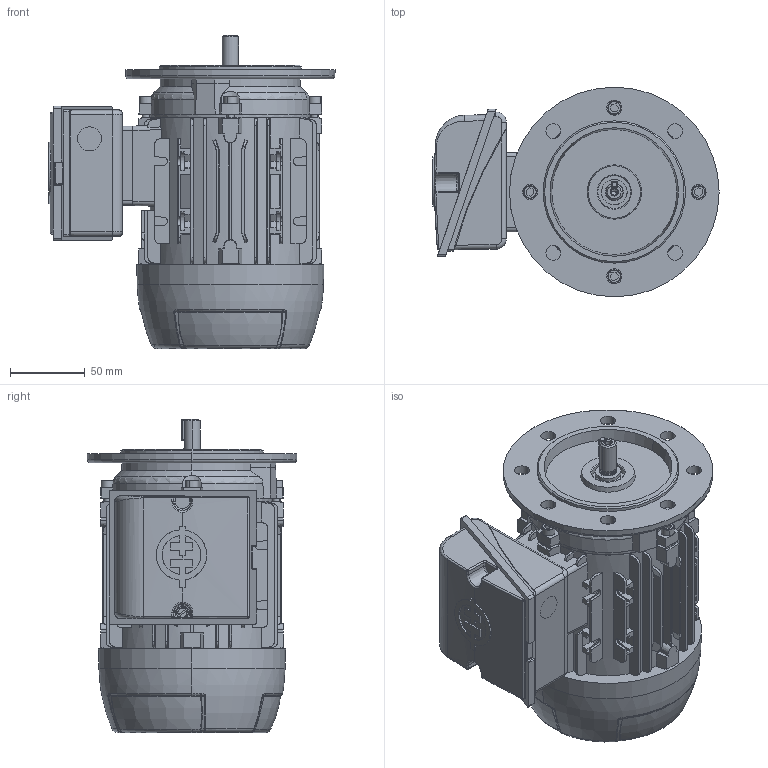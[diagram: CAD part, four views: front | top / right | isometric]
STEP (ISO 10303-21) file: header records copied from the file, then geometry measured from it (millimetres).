
FILE_DESCRIPTION (( 'STEP AP203' ), '1' );
FILE_NAME ('63 RIGHT.STEP', '2021-08-27T14:18:01', ( '' ), ( '' ), 'SwSTEP 2.0', 'SolidWorks 2018', '' );
FILE_SCHEMA (( 'CONFIG_CONTROL_DESIGN' ));
Length unit declared in the file: millimetre
Products named in the file (26): Parafuso Altracs M5; 105007077; 105007177_10.5007.177; 105011312_105011312; 105032001_10.5032.005-4x14; 105006182_50.5307.015; 105033018; 63 RIGHT; 105007176_10.5007.176; Parafuso Altracs M5_10.5011.291 x 15; Eixo padrão IEC63 IR3; CONJUNTO CARCAÇA IEC63 IR3_505234119; 105006182; 105035217_50.5307.012; 105035217; 105011312; Eixo padrão IEC63 IR3_50.5014.566; 105007177; 105007176; 105032001
Assembly tree (15 placements, depth 3):
  Parafuso Altracs M5
  105007077
  63 RIGHT
    105011312
  Parafuso Altracs M5
  Eixo padrão IEC63 IR3
Bounding box: 191.08 x 139.93 x 209 mm (x, y, z)
Volume: 2241825.2 mm3; surface area: 246361.1 mm2
Topology: 13 solids, 16 shells, 1493 faces, 3923 edges, 2526 vertices
Faces by surface type: plane 708, cylinder 468, cone 129, bspline 114, torus 53, sphere 21
Entity records: 51692 total; most frequent: CARTESIAN_POINT 14914, ORIENTED_EDGE 7508, DIRECTION 6876, EDGE_CURVE 3754, VERTEX_POINT 2434, AXIS2_PLACEMENT_3D 2429, VECTOR 2018, LINE 2018
